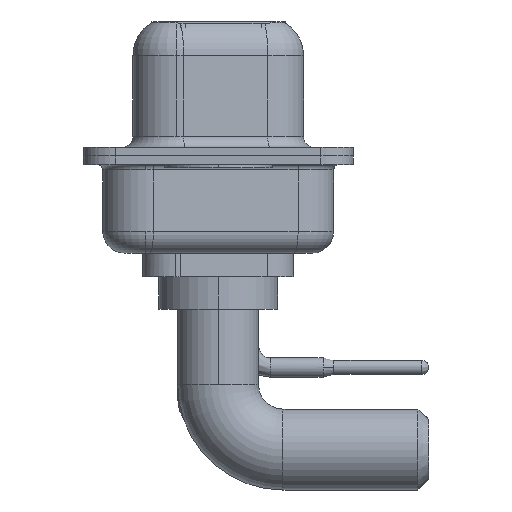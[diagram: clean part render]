
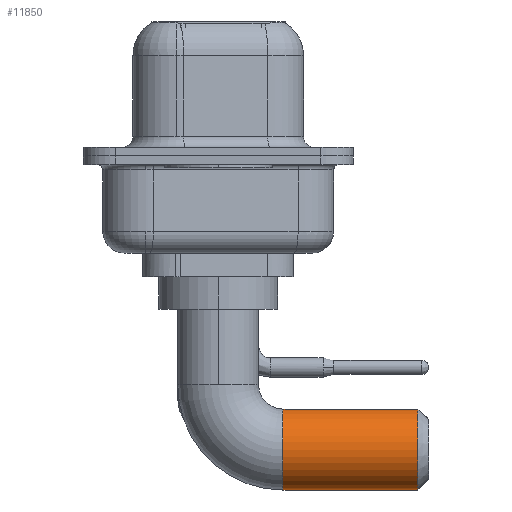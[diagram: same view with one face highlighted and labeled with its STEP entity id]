
A CAD part, left-side view. The second image highlights one B-rep face of the part: STEP entity #11850.
In plain terms, the highlighted cylindrical face has radius 1.875 mm (diameter 3.75 mm), a partial arc.
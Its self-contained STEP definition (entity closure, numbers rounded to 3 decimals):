
#420 = VERTEX_POINT ( 'NONE', #5551 ) ;
#732 = LINE ( 'NONE', #5009, #1509 ) ;
#805 = ORIENTED_EDGE ( 'NONE', *, *, #5490, .F. ) ;
#822 = CARTESIAN_POINT ( 'NONE',  ( 0., -3., -8.375 ) ) ;
#1509 = VECTOR ( 'NONE', #10415, 1000. ) ;
#2708 = LINE ( 'NONE', #10775, #7208 ) ;
#2851 = DIRECTION ( 'NONE',  ( 0., 0., -1. ) ) ;
#2948 = EDGE_CURVE ( 'NONE', #17825, #4177, #9960, .T. ) ;
#3213 = DIRECTION ( 'NONE',  ( 0., -1., 0. ) ) ;
#4177 = VERTEX_POINT ( 'NONE', #822 ) ;
#4265 = ORIENTED_EDGE ( 'NONE', *, *, #14616, .T. ) ;
#4826 = VERTEX_POINT ( 'NONE', #12903 ) ;
#5009 = CARTESIAN_POINT ( 'NONE',  ( 0., -3., -4.625 ) ) ;
#5490 = EDGE_CURVE ( 'NONE', #17825, #420, #732, .T. ) ;
#5551 = CARTESIAN_POINT ( 'NONE',  ( 0., -9.25, -4.625 ) ) ;
#5903 = CARTESIAN_POINT ( 'NONE',  ( 0., -3., -6.5 ) ) ;
#5944 = DIRECTION ( 'NONE',  ( 0., 0., -1. ) ) ;
#6595 = DIRECTION ( 'NONE',  ( 0., -1., 0. ) ) ;
#6847 = EDGE_LOOP ( 'NONE', ( #805, #13597, #14531, #4265 ) ) ;
#7208 = VECTOR ( 'NONE', #13842, 1000. ) ;
#9087 = AXIS2_PLACEMENT_3D ( 'NONE', #5903, #3213, #2851 ) ;
#9960 = CIRCLE ( 'NONE', #12040, 1.875 ) ;
#10008 = FACE_OUTER_BOUND ( 'NONE', #6847, .T. ) ;
#10415 = DIRECTION ( 'NONE',  ( 0., -1., 0. ) ) ;
#10775 = CARTESIAN_POINT ( 'NONE',  ( 0., -3., -8.375 ) ) ;
#11251 = AXIS2_PLACEMENT_3D ( 'NONE', #11255, #14326, #5944 ) ;
#11255 = CARTESIAN_POINT ( 'NONE',  ( 0., -9.25, -6.5 ) ) ;
#11850 = ADVANCED_FACE ( 'NONE', ( #10008 ), #15956, .T. ) ;
#12040 = AXIS2_PLACEMENT_3D ( 'NONE', #12448, #6595, #12535 ) ;
#12448 = CARTESIAN_POINT ( 'NONE',  ( 0., -3., -6.5 ) ) ;
#12535 = DIRECTION ( 'NONE',  ( -1., 0., 0. ) ) ;
#12903 = CARTESIAN_POINT ( 'NONE',  ( 0., -9.25, -8.375 ) ) ;
#13568 = CARTESIAN_POINT ( 'NONE',  ( 0., -3., -4.625 ) ) ;
#13597 = ORIENTED_EDGE ( 'NONE', *, *, #2948, .T. ) ;
#13842 = DIRECTION ( 'NONE',  ( 0., -1., 0. ) ) ;
#14326 = DIRECTION ( 'NONE',  ( 0., 1., 0. ) ) ;
#14519 = CIRCLE ( 'NONE', #11251, 1.875 ) ;
#14531 = ORIENTED_EDGE ( 'NONE', *, *, #17733, .T. ) ;
#14616 = EDGE_CURVE ( 'NONE', #4826, #420, #14519, .T. ) ;
#15956 = CYLINDRICAL_SURFACE ( 'NONE', #9087, 1.875 ) ;
#17733 = EDGE_CURVE ( 'NONE', #4177, #4826, #2708, .T. ) ;
#17825 = VERTEX_POINT ( 'NONE', #13568 ) ;
